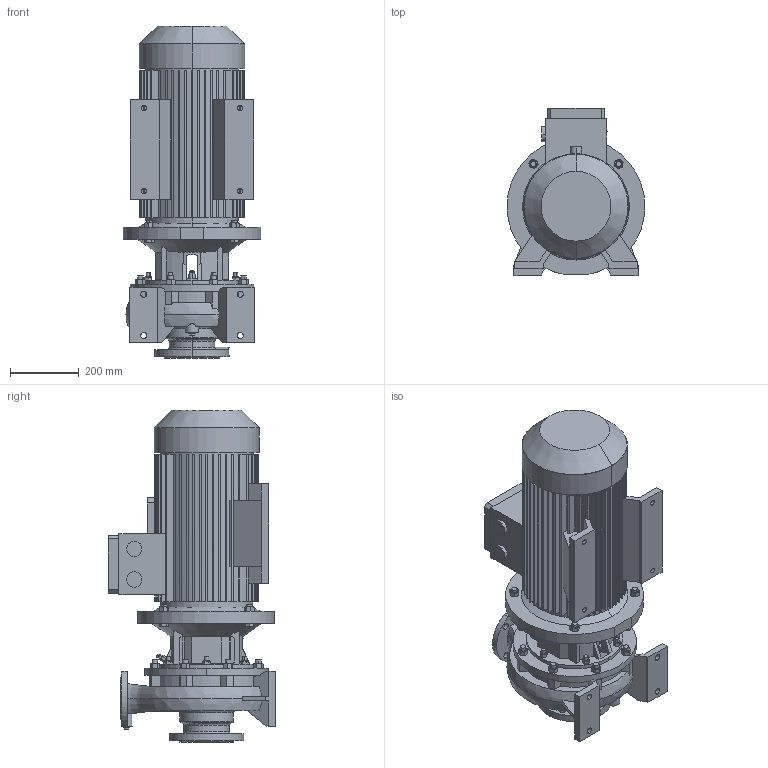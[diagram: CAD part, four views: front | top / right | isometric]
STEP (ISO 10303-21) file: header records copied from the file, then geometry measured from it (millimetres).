
FILE_DESCRIPTION (( 'STEP AP214' ), '1' );
FILE_NAME ('ﾌﾓ-311-200-ﾌ3-311-217-01-17.step', '2025-04-07T08:17:43', ( 'adb' ), ( '' ), 'SwSTEP 2.0', 'SolidWorks 2016', '' );
FILE_SCHEMA (( 'AUTOMOTIVE_DESIGN' ));
Length unit declared in the file: millimetre
Products named in the file (1): ﾌﾓ-311-200-ﾌ3-311-217-01-17
Bounding box: 400 x 485 x 963 mm (x, y, z)
Volume: 58393950.7 mm3; surface area: 3139172.9 mm2
Topology: 8 solids, 27 shells, 1276 faces, 3313 edges, 2163 vertices
Faces by surface type: plane 691, cylinder 431, cone 120, bspline 27, torus 7
Entity records: 63744 total; most frequent: CARTESIAN_POINT 18372, ORIENTED_EDGE 6622, DIRECTION 6325, EDGE_CURVE 3311, AXIS2_PLACEMENT_3D 2308, VERTEX_POINT 2163, LINE 1709, VECTOR 1709
